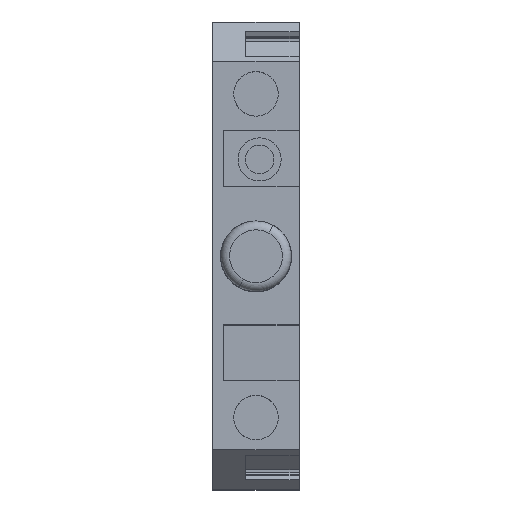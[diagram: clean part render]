
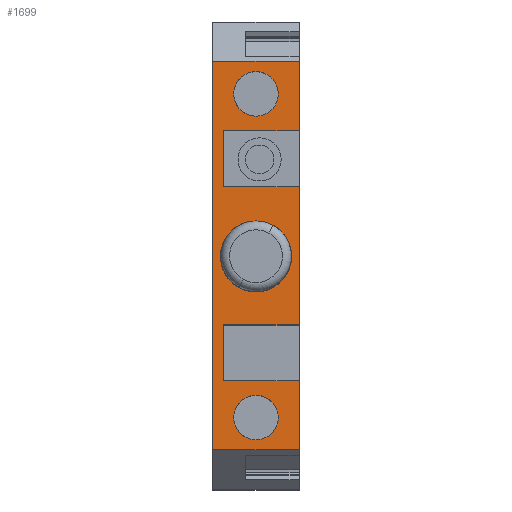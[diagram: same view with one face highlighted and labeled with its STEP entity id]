
A CAD part, top view. The second image highlights one B-rep face of the part: STEP entity #1699.
In plain terms, the highlighted planar face has unit normal (0, 0, 1).
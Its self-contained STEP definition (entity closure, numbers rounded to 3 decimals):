
#1609=AXIS2_PLACEMENT_3D('Plane Axis2P3D',#1606,#1607,#1608) ;
#1665=AXIS2_PLACEMENT_3D('Circle Axis2P3D',#1663,#1664,$) ;
#1674=AXIS2_PLACEMENT_3D('Circle Axis2P3D',#1672,#1673,$) ;
#1683=AXIS2_PLACEMENT_3D('Circle Axis2P3D',#1681,#1682,$) ;
#1692=AXIS2_PLACEMENT_3D('Circle Axis2P3D',#1690,#1691,$) ;
#145=CARTESIAN_POINT('Vertex',(0.,59.5,46.7)) ;
#339=CARTESIAN_POINT('Vertex',(0.,5.5,46.7)) ;
#342=CARTESIAN_POINT('Line Origine',(0.,32.5,46.7)) ;
#763=CARTESIAN_POINT('Vertex',(12.,59.5,46.7)) ;
#766=CARTESIAN_POINT('Line Origine',(12.,54.7,46.7)) ;
#770=CARTESIAN_POINT('Vertex',(12.,49.9,46.7)) ;
#791=CARTESIAN_POINT('Vertex',(12.,42.1,46.7)) ;
#794=CARTESIAN_POINT('Line Origine',(12.,32.5,46.7)) ;
#798=CARTESIAN_POINT('Vertex',(12.,22.9,46.7)) ;
#819=CARTESIAN_POINT('Vertex',(12.,15.1,46.7)) ;
#822=CARTESIAN_POINT('Line Origine',(12.,10.3,46.7)) ;
#826=CARTESIAN_POINT('Vertex',(12.,5.5,46.7)) ;
#995=CARTESIAN_POINT('Line Origine',(6.,5.5,46.7)) ;
#1121=CARTESIAN_POINT('Line Origine',(6.,59.5,46.7)) ;
#1606=CARTESIAN_POINT('Axis2P3D Location',(0.,59.5,46.7)) ;
#1611=CARTESIAN_POINT('Line Origine',(6.75,42.1,46.7)) ;
#1615=CARTESIAN_POINT('Vertex',(1.5,42.1,46.7)) ;
#1618=CARTESIAN_POINT('Line Origine',(1.5,46.,46.7)) ;
#1622=CARTESIAN_POINT('Vertex',(1.5,49.9,46.7)) ;
#1625=CARTESIAN_POINT('Line Origine',(6.75,49.9,46.7)) ;
#1630=CARTESIAN_POINT('Line Origine',(6.75,15.101,46.7)) ;
#1634=CARTESIAN_POINT('Vertex',(1.5,15.1,46.7)) ;
#1637=CARTESIAN_POINT('Line Origine',(1.5,19.001,46.7)) ;
#1641=CARTESIAN_POINT('Vertex',(1.5,22.9,46.7)) ;
#1644=CARTESIAN_POINT('Line Origine',(6.75,22.9,46.7)) ;
#1663=CARTESIAN_POINT('Axis2P3D Location',(6.,55.001,46.7)) ;
#1667=CARTESIAN_POINT('Vertex',(6.,51.9,46.7)) ;
#1669=CARTESIAN_POINT('Vertex',(6.,58.101,46.7)) ;
#1672=CARTESIAN_POINT('Axis2P3D Location',(6.,55.001,46.7)) ;
#1681=CARTESIAN_POINT('Axis2P3D Location',(6.,10.001,46.7)) ;
#1685=CARTESIAN_POINT('Vertex',(6.,6.9,46.7)) ;
#1687=CARTESIAN_POINT('Vertex',(6.,13.101,46.7)) ;
#1690=CARTESIAN_POINT('Axis2P3D Location',(6.,10.001,46.7)) ;
#343=DIRECTION('Vector Direction',(0.,-1.,0.)) ;
#767=DIRECTION('Vector Direction',(0.,-1.,0.)) ;
#795=DIRECTION('Vector Direction',(0.,-1.,0.)) ;
#823=DIRECTION('Vector Direction',(0.,-1.,0.)) ;
#996=DIRECTION('Vector Direction',(1.,0.,0.)) ;
#1122=DIRECTION('Vector Direction',(1.,0.,0.)) ;
#1607=DIRECTION('Axis2P3D Direction',(0.,0.,1.)) ;
#1608=DIRECTION('Axis2P3D XDirection',(0.,-1.,0.)) ;
#1612=DIRECTION('Vector Direction',(-1.,0.,0.)) ;
#1619=DIRECTION('Vector Direction',(0.,1.,0.)) ;
#1626=DIRECTION('Vector Direction',(-1.,0.,0.)) ;
#1631=DIRECTION('Vector Direction',(-1.,0.,0.)) ;
#1638=DIRECTION('Vector Direction',(0.,1.,0.)) ;
#1645=DIRECTION('Vector Direction',(-1.,0.,0.)) ;
#1664=DIRECTION('Axis2P3D Direction',(0.,0.,1.)) ;
#1673=DIRECTION('Axis2P3D Direction',(0.,0.,1.)) ;
#1682=DIRECTION('Axis2P3D Direction',(0.,0.,1.)) ;
#1691=DIRECTION('Axis2P3D Direction',(0.,0.,1.)) ;
#344=VECTOR('Line Direction',#343,1.) ;
#768=VECTOR('Line Direction',#767,1.) ;
#796=VECTOR('Line Direction',#795,1.) ;
#824=VECTOR('Line Direction',#823,1.) ;
#997=VECTOR('Line Direction',#996,1.) ;
#1123=VECTOR('Line Direction',#1122,1.) ;
#1613=VECTOR('Line Direction',#1612,1.) ;
#1620=VECTOR('Line Direction',#1619,1.) ;
#1627=VECTOR('Line Direction',#1626,1.) ;
#1632=VECTOR('Line Direction',#1631,1.) ;
#1639=VECTOR('Line Direction',#1638,1.) ;
#1646=VECTOR('Line Direction',#1645,1.) ;
#1650=ORIENTED_EDGE('',*,*,#800,.F.) ;
#1651=ORIENTED_EDGE('',*,*,#1617,.T.) ;
#1652=ORIENTED_EDGE('',*,*,#1624,.F.) ;
#1653=ORIENTED_EDGE('',*,*,#1629,.F.) ;
#1654=ORIENTED_EDGE('',*,*,#772,.F.) ;
#1655=ORIENTED_EDGE('',*,*,#1125,.F.) ;
#1656=ORIENTED_EDGE('',*,*,#346,.T.) ;
#1657=ORIENTED_EDGE('',*,*,#999,.T.) ;
#1658=ORIENTED_EDGE('',*,*,#828,.F.) ;
#1659=ORIENTED_EDGE('',*,*,#1636,.T.) ;
#1660=ORIENTED_EDGE('',*,*,#1643,.F.) ;
#1661=ORIENTED_EDGE('',*,*,#1648,.F.) ;
#1678=ORIENTED_EDGE('',*,*,#1671,.F.) ;
#1679=ORIENTED_EDGE('',*,*,#1676,.F.) ;
#1696=ORIENTED_EDGE('',*,*,#1689,.F.) ;
#1697=ORIENTED_EDGE('',*,*,#1694,.F.) ;
#1680=FACE_BOUND('',#1677,.T.) ;
#1698=FACE_BOUND('',#1695,.T.) ;
#1699=ADVANCED_FACE('Hauptk\X2\00F6\X0\rper',(#1662,#1680,#1698),#1610,.T.) ;
#1666=CIRCLE('generated circle',#1665,3.1) ;
#1675=CIRCLE('generated circle',#1674,3.1) ;
#1684=CIRCLE('generated circle',#1683,3.1) ;
#1693=CIRCLE('generated circle',#1692,3.1) ;
#346=EDGE_CURVE('',#146,#340,#345,.T.) ;
#772=EDGE_CURVE('',#764,#771,#769,.T.) ;
#800=EDGE_CURVE('',#792,#799,#797,.T.) ;
#828=EDGE_CURVE('',#820,#827,#825,.T.) ;
#999=EDGE_CURVE('',#340,#827,#998,.T.) ;
#1125=EDGE_CURVE('',#146,#764,#1124,.T.) ;
#1617=EDGE_CURVE('',#792,#1616,#1614,.T.) ;
#1624=EDGE_CURVE('',#1623,#1616,#1621,.F.) ;
#1629=EDGE_CURVE('',#771,#1623,#1628,.T.) ;
#1636=EDGE_CURVE('',#820,#1635,#1633,.T.) ;
#1643=EDGE_CURVE('',#1642,#1635,#1640,.F.) ;
#1648=EDGE_CURVE('',#799,#1642,#1647,.T.) ;
#1671=EDGE_CURVE('',#1668,#1670,#1666,.T.) ;
#1676=EDGE_CURVE('',#1670,#1668,#1675,.T.) ;
#1689=EDGE_CURVE('',#1686,#1688,#1684,.T.) ;
#1694=EDGE_CURVE('',#1688,#1686,#1693,.T.) ;
#1649=EDGE_LOOP('',(#1650,#1651,#1652,#1653,#1654,#1655,#1656,#1657,#1658,#1659,#1660,#1661)) ;
#1677=EDGE_LOOP('',(#1678,#1679)) ;
#1695=EDGE_LOOP('',(#1696,#1697)) ;
#1662=FACE_OUTER_BOUND('',#1649,.T.) ;
#345=LINE('Line',#342,#344) ;
#769=LINE('Line',#766,#768) ;
#797=LINE('Line',#794,#796) ;
#825=LINE('Line',#822,#824) ;
#998=LINE('Line',#995,#997) ;
#1124=LINE('Line',#1121,#1123) ;
#1614=LINE('Line',#1611,#1613) ;
#1621=LINE('Line',#1618,#1620) ;
#1628=LINE('Line',#1625,#1627) ;
#1633=LINE('Line',#1630,#1632) ;
#1640=LINE('Line',#1637,#1639) ;
#1647=LINE('Line',#1644,#1646) ;
#1610=PLANE('',#1609) ;
#146=VERTEX_POINT('',#145) ;
#340=VERTEX_POINT('',#339) ;
#764=VERTEX_POINT('',#763) ;
#771=VERTEX_POINT('',#770) ;
#792=VERTEX_POINT('',#791) ;
#799=VERTEX_POINT('',#798) ;
#820=VERTEX_POINT('',#819) ;
#827=VERTEX_POINT('',#826) ;
#1616=VERTEX_POINT('',#1615) ;
#1623=VERTEX_POINT('',#1622) ;
#1635=VERTEX_POINT('',#1634) ;
#1642=VERTEX_POINT('',#1641) ;
#1668=VERTEX_POINT('',#1667) ;
#1670=VERTEX_POINT('',#1669) ;
#1686=VERTEX_POINT('',#1685) ;
#1688=VERTEX_POINT('',#1687) ;
